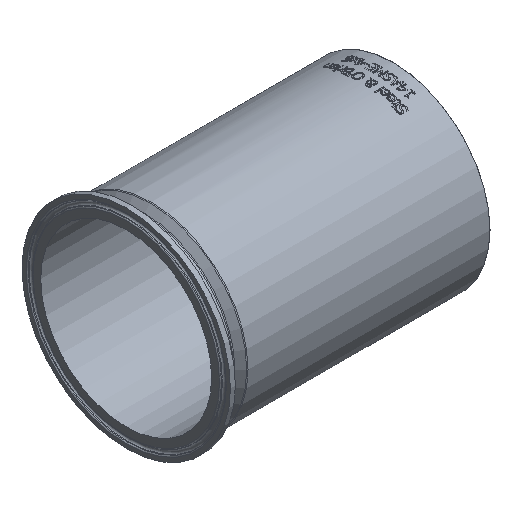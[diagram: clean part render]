
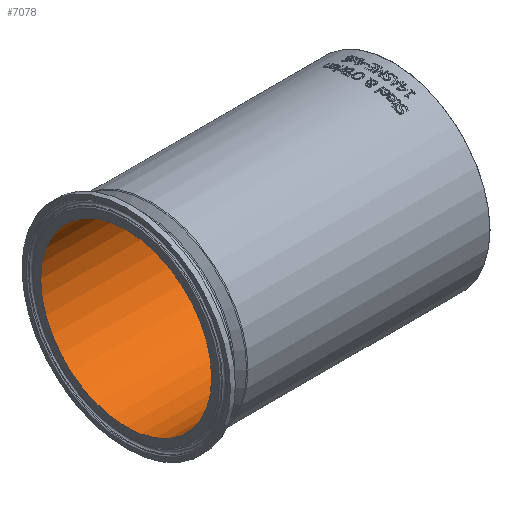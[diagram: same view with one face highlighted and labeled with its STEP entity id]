
A CAD part, isometric view. The second image highlights one B-rep face of the part: STEP entity #7078.
In plain terms, the highlighted cylindrical face has radius 48.768 mm (diameter 97.536 mm), a full revolution.
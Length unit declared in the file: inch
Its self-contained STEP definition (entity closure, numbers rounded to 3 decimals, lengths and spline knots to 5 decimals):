
#1001=LINE('',#15549,#1474);
#1474=VECTOR('',#9086,1.92);
#2037=FACE_OUTER_BOUND('',#2462,.T.);
#2462=EDGE_LOOP('',(#6603,#6604,#6605,#6606,#6607,#6608,#6609));
#2640=CIRCLE('',#7546,1.92);
#2641=CIRCLE('',#7547,1.92);
#2676=CIRCLE('',#7594,1.92);
#2677=CIRCLE('',#7595,1.92);
#2681=CIRCLE('',#7599,1.92);
#3415=VERTEX_POINT('',#15447);
#3416=VERTEX_POINT('',#15448);
#3447=VERTEX_POINT('',#15532);
#3448=VERTEX_POINT('',#15533);
#3449=VERTEX_POINT('',#15535);
#4460=EDGE_CURVE('',#3415,#3416,#2640,.T.);
#4461=EDGE_CURVE('',#3416,#3415,#2641,.T.);
#4501=EDGE_CURVE('',#3447,#3448,#2676,.T.);
#4502=EDGE_CURVE('',#3448,#3449,#2677,.T.);
#4506=EDGE_CURVE('',#3449,#3447,#2681,.T.);
#4509=EDGE_CURVE('',#3448,#3416,#1001,.T.);
#6603=ORIENTED_EDGE('',*,*,#4501,.F.);
#6604=ORIENTED_EDGE('',*,*,#4506,.F.);
#6605=ORIENTED_EDGE('',*,*,#4502,.F.);
#6606=ORIENTED_EDGE('',*,*,#4509,.T.);
#6607=ORIENTED_EDGE('',*,*,#4460,.F.);
#6608=ORIENTED_EDGE('',*,*,#4461,.F.);
#6609=ORIENTED_EDGE('',*,*,#4509,.F.);
#6669=CYLINDRICAL_SURFACE('',#7603,1.92);
#7078=ADVANCED_FACE('',(#2037),#6669,.F.);
#7546=AXIS2_PLACEMENT_3D('',#15449,#8965,#8966);
#7547=AXIS2_PLACEMENT_3D('',#15450,#8967,#8968);
#7594=AXIS2_PLACEMENT_3D('',#15534,#9066,#9067);
#7595=AXIS2_PLACEMENT_3D('',#15536,#9068,#9069);
#7599=AXIS2_PLACEMENT_3D('',#15542,#9076,#9077);
#7603=AXIS2_PLACEMENT_3D('',#15548,#9084,#9085);
#8965=DIRECTION('center_axis',(1.,0.,0.));
#8966=DIRECTION('ref_axis',(0.,1.,0.));
#8967=DIRECTION('center_axis',(1.,0.,0.));
#8968=DIRECTION('ref_axis',(0.,1.,0.));
#9066=DIRECTION('center_axis',(-1.,0.,0.));
#9067=DIRECTION('ref_axis',(0.,-1.,0.));
#9068=DIRECTION('center_axis',(-1.,0.,0.));
#9069=DIRECTION('ref_axis',(0.,-1.,0.));
#9076=DIRECTION('center_axis',(-1.,0.,0.));
#9077=DIRECTION('ref_axis',(0.,-1.,0.));
#9084=DIRECTION('center_axis',(1.,0.,0.));
#9085=DIRECTION('ref_axis',(0.,1.,0.));
#9086=DIRECTION('',(-1.,0.,0.));
#15447=CARTESIAN_POINT('',(0.,1.92,0.));
#15448=CARTESIAN_POINT('',(0.,-1.92,0.));
#15449=CARTESIAN_POINT('Origin',(0.,0.,0.));
#15450=CARTESIAN_POINT('Origin',(0.,0.,0.));
#15532=CARTESIAN_POINT('',(5.995,1.92,0.));
#15533=CARTESIAN_POINT('',(5.995,-1.92,0.));
#15534=CARTESIAN_POINT('Origin',(5.995,0.,0.));
#15535=CARTESIAN_POINT('',(5.995,0.,1.92));
#15536=CARTESIAN_POINT('Origin',(5.995,0.,0.));
#15542=CARTESIAN_POINT('Origin',(5.995,0.,0.));
#15548=CARTESIAN_POINT('Origin',(3.,0.,0.));
#15549=CARTESIAN_POINT('',(3.,-1.92,0.));
